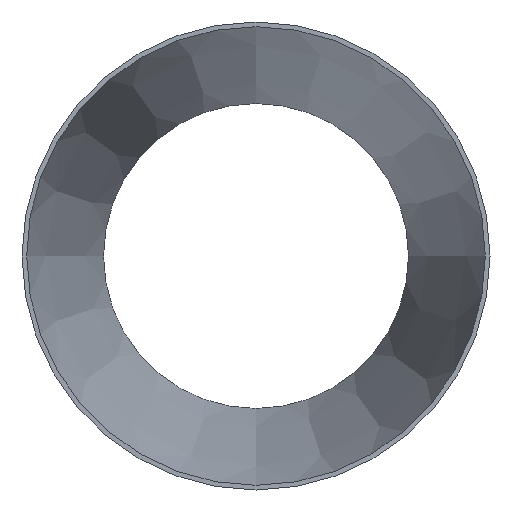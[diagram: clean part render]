
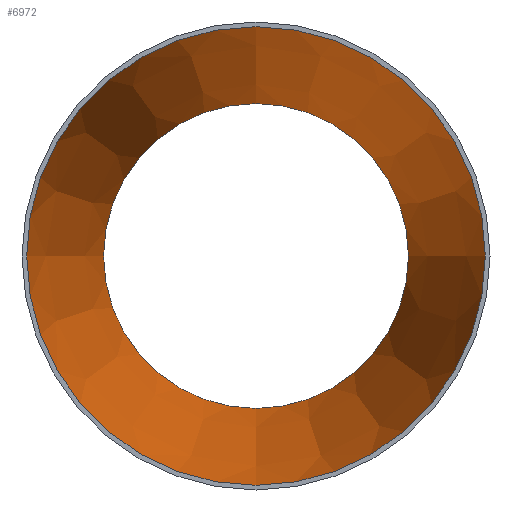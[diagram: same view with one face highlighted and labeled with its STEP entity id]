
A CAD part, front view. The second image highlights one B-rep face of the part: STEP entity #6972.
In plain terms, the highlighted conical face has half-angle 10.612 degrees and reference radius 199.13 mm.
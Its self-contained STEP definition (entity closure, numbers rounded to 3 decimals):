
#408 = EDGE_CURVE ( 'NONE', #11442, #11442, #28016, .T. ) ;
#3291 = EDGE_CURVE ( 'NONE', #19162, #19162, #19472, .T. ) ;
#3932 = AXIS2_PLACEMENT_3D ( 'NONE', #32218, #19742, #19587 ) ;
#4996 = CONICAL_SURFACE ( 'NONE', #21619, 199.13, 0.185 ) ;
#5050 = DIRECTION ( 'NONE',  ( 0., -1., 0. ) ) ;
#6972 = ADVANCED_FACE ( 'NONE', ( #12915, #17794 ), #4996, .F. ) ;
#9784 = AXIS2_PLACEMENT_3D ( 'NONE', #11829, #32038, #13861 ) ;
#11006 = EDGE_LOOP ( 'NONE', ( #32084 ) ) ;
#11131 = ORIENTED_EDGE ( 'NONE', *, *, #3291, .T. ) ;
#11442 = VERTEX_POINT ( 'NONE', #21659 ) ;
#11829 = CARTESIAN_POINT ( 'NONE',  ( 0., 356., 0. ) ) ;
#12915 = FACE_BOUND ( 'NONE', #11006, .T. ) ;
#13861 = DIRECTION ( 'NONE',  ( 0., 0., -1. ) ) ;
#17794 = FACE_OUTER_BOUND ( 'NONE', #18011, .T. ) ;
#17975 = CARTESIAN_POINT ( 'NONE',  ( 0., 0., 0. ) ) ;
#18011 = EDGE_LOOP ( 'NONE', ( #11131 ) ) ;
#19162 = VERTEX_POINT ( 'NONE', #32270 ) ;
#19472 = CIRCLE ( 'NONE', #3932, 199.13 ) ;
#19587 = DIRECTION ( 'NONE',  ( 0., 0., -1. ) ) ;
#19742 = DIRECTION ( 'NONE',  ( 0., -1., 0. ) ) ;
#21619 = AXIS2_PLACEMENT_3D ( 'NONE', #17975, #5050, #28050 ) ;
#21659 = CARTESIAN_POINT ( 'NONE',  ( 0., 356., -132.43 ) ) ;
#28016 = CIRCLE ( 'NONE', #9784, 132.43 ) ;
#28050 = DIRECTION ( 'NONE',  ( 0., 0., -1. ) ) ;
#32038 = DIRECTION ( 'NONE',  ( 0., -1., 0. ) ) ;
#32084 = ORIENTED_EDGE ( 'NONE', *, *, #408, .F. ) ;
#32218 = CARTESIAN_POINT ( 'NONE',  ( 0., 0., 0. ) ) ;
#32270 = CARTESIAN_POINT ( 'NONE',  ( 0., 0., -199.13 ) ) ;
